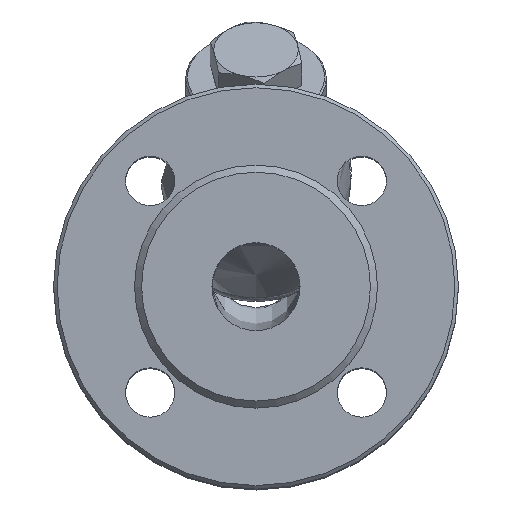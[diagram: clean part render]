
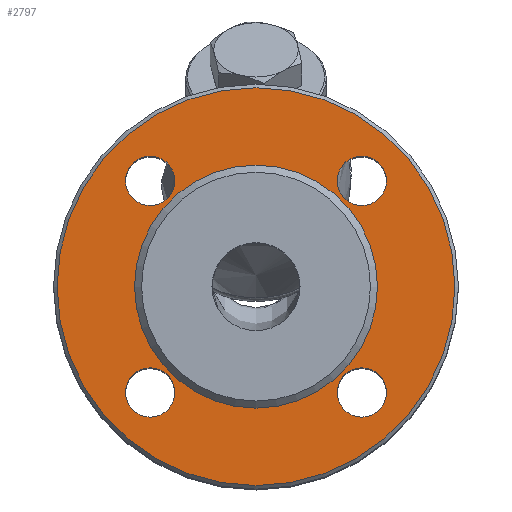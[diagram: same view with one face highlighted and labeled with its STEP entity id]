
A CAD part, top view. The second image highlights one B-rep face of the part: STEP entity #2797.
In plain terms, the highlighted planar face has unit normal (0, 0, 1).
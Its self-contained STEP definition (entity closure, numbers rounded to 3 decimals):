
#124=CIRCLE('',#3041,56.5);
#125=CIRCLE('',#3043,34.5);
#126=CIRCLE('',#3044,7.);
#127=CIRCLE('',#3045,7.);
#128=CIRCLE('',#3046,7.);
#129=CIRCLE('',#3047,7.);
#201=FACE_BOUND('',#835,.T.);
#202=FACE_BOUND('',#836,.T.);
#203=FACE_BOUND('',#837,.T.);
#204=FACE_BOUND('',#838,.T.);
#205=FACE_BOUND('',#839,.T.);
#268=PLANE('',#3042);
#659=FACE_OUTER_BOUND('',#834,.T.);
#834=EDGE_LOOP('',(#2296));
#835=EDGE_LOOP('',(#2297));
#836=EDGE_LOOP('',(#2298));
#837=EDGE_LOOP('',(#2299));
#838=EDGE_LOOP('',(#2300));
#839=EDGE_LOOP('',(#2301));
#1275=VERTEX_POINT('',#6863);
#1276=VERTEX_POINT('',#6867);
#1277=VERTEX_POINT('',#6869);
#1278=VERTEX_POINT('',#6871);
#1279=VERTEX_POINT('',#6873);
#1280=VERTEX_POINT('',#6875);
#1627=EDGE_CURVE('',#1275,#1275,#124,.T.);
#1629=EDGE_CURVE('',#1276,#1276,#125,.T.);
#1630=EDGE_CURVE('',#1277,#1277,#126,.T.);
#1631=EDGE_CURVE('',#1278,#1278,#127,.T.);
#1632=EDGE_CURVE('',#1279,#1279,#128,.T.);
#1633=EDGE_CURVE('',#1280,#1280,#129,.T.);
#2296=ORIENTED_EDGE('',*,*,#1627,.F.);
#2297=ORIENTED_EDGE('',*,*,#1629,.F.);
#2298=ORIENTED_EDGE('',*,*,#1630,.T.);
#2299=ORIENTED_EDGE('',*,*,#1631,.T.);
#2300=ORIENTED_EDGE('',*,*,#1632,.T.);
#2301=ORIENTED_EDGE('',*,*,#1633,.T.);
#2797=ADVANCED_FACE('',(#659,#201,#202,#203,#204,#205),#268,.T.);
#3041=AXIS2_PLACEMENT_3D('',#6864,#3428,#3429);
#3042=AXIS2_PLACEMENT_3D('',#6866,#3431,#3432);
#3043=AXIS2_PLACEMENT_3D('',#6868,#3433,#3434);
#3044=AXIS2_PLACEMENT_3D('',#6870,#3435,#3436);
#3045=AXIS2_PLACEMENT_3D('',#6872,#3437,#3438);
#3046=AXIS2_PLACEMENT_3D('',#6874,#3439,#3440);
#3047=AXIS2_PLACEMENT_3D('',#6876,#3441,#3442);
#3428=DIRECTION('center_axis',(0.,0.,-1.));
#3429=DIRECTION('ref_axis',(-1.,0.,0.));
#3431=DIRECTION('center_axis',(0.,0.,1.));
#3432=DIRECTION('ref_axis',(1.,0.,0.));
#3433=DIRECTION('center_axis',(0.,0.,1.));
#3434=DIRECTION('ref_axis',(-1.,0.,0.));
#3435=DIRECTION('center_axis',(0.,0.,-1.));
#3436=DIRECTION('ref_axis',(-1.,0.,0.));
#3437=DIRECTION('center_axis',(0.,0.,-1.));
#3438=DIRECTION('ref_axis',(-1.,0.,0.));
#3439=DIRECTION('center_axis',(0.,0.,-1.));
#3440=DIRECTION('ref_axis',(-1.,0.,0.));
#3441=DIRECTION('center_axis',(0.,0.,-1.));
#3442=DIRECTION('ref_axis',(-1.,0.,0.));
#6863=CARTESIAN_POINT('',(56.5,0.,148.));
#6864=CARTESIAN_POINT('Origin',(0.,0.,148.));
#6866=CARTESIAN_POINT('Origin',(0.,0.,148.));
#6867=CARTESIAN_POINT('',(34.5,0.,148.));
#6868=CARTESIAN_POINT('Origin',(0.,0.,148.));
#6869=CARTESIAN_POINT('',(-23.052,30.052,148.));
#6870=CARTESIAN_POINT('Origin',(-30.052,30.052,148.));
#6871=CARTESIAN_POINT('',(-23.052,-30.052,148.));
#6872=CARTESIAN_POINT('Origin',(-30.052,-30.052,148.));
#6873=CARTESIAN_POINT('',(37.052,-30.052,148.));
#6874=CARTESIAN_POINT('Origin',(30.052,-30.052,148.));
#6875=CARTESIAN_POINT('',(37.052,30.052,148.));
#6876=CARTESIAN_POINT('Origin',(30.052,30.052,148.));
